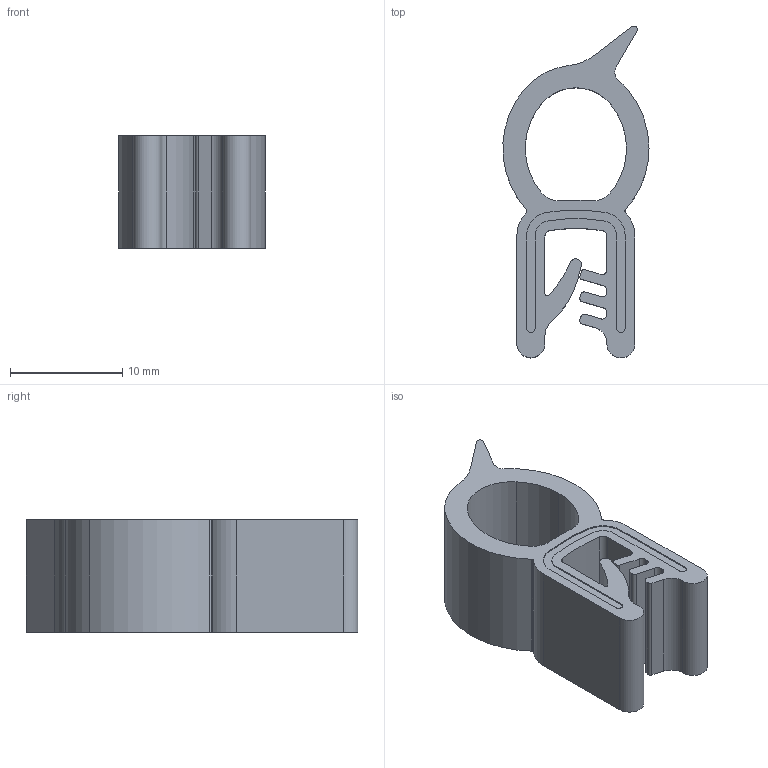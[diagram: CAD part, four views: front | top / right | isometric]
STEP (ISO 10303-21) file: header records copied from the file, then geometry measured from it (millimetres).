
FILE_DESCRIPTION (( 'STEP AP214' ), '1' );
FILE_NAME ('427029-02_Industrilas.step', '2025-09-02T12:59:03', ( '' ), ( '' ), 'SwSTEP 2.0', 'SolidWorks 2010', '' );
FILE_SCHEMA (( 'AUTOMOTIVE_DESIGN' ));
Length unit declared in the file: millimetre
Products named in the file (1): 427029-02_Industrilas
Bounding box: 12.98 x 29.5 x 10 mm (x, y, z)
Volume: 1612.2 mm3; surface area: 1843.7 mm2
Topology: 1 solids, 1 shells, 91 faces, 261 edges, 174 vertices
Faces by surface type: cylinder 60, plane 31
Entity records: 4074 total; most frequent: DIRECTION 565, CARTESIAN_POINT 527, ORIENTED_EDGE 522, EDGE_CURVE 261, AXIS2_PLACEMENT_3D 212, VERTEX_POINT 174, LINE 141, VECTOR 141
